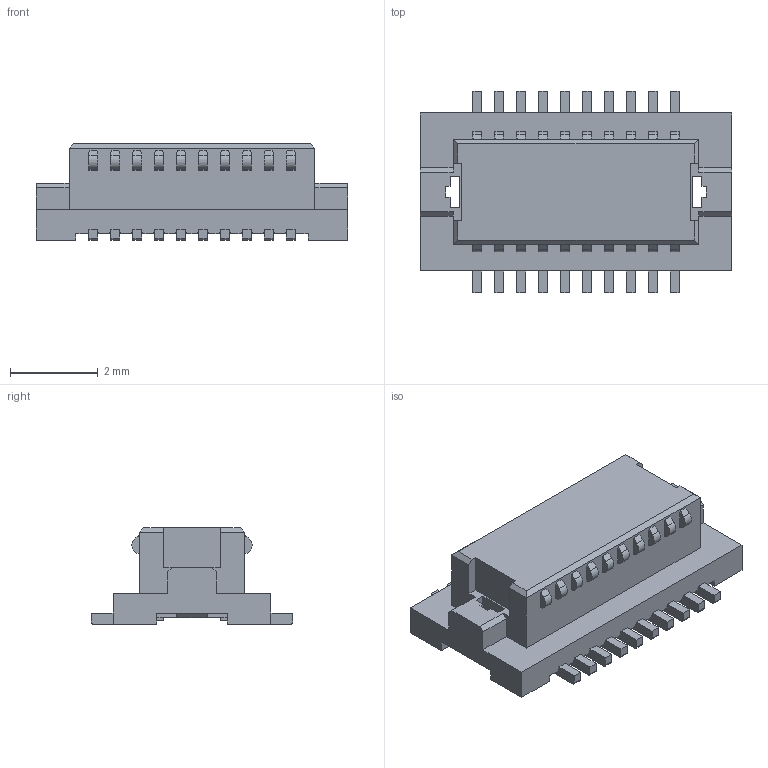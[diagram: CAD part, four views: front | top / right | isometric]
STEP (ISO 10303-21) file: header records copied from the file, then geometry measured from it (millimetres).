
FILE_DESCRIPTION(('Creo Elements/Direct Modeling STEP Export'),'2;1');
FILE_NAME('DF12NC(3.0)-20DS.stp','2020-09-24T18:53:42',(''),(''),'Creo Elements/Direct Modeling STEP processor for AP214 (Solid Model)','Creo Elements/Direct Modeling 19.0F 14-Feb-2017 (C) Parametric Technology GmbH','');
FILE_SCHEMA(('AUTOMOTIVE_DESIGN { 1 0 10303 214 1 1 1 1 }'));
Length unit declared in the file: millimetre
Products named in the file (2): DF12NC_3_0_-20DS.prt; DF12NC_3_0_-20DS.stp
Assembly tree (1 placements, depth 2):
  DF12NC_3_0_-20DS.stp
    DF12NC_3_0_-20DS.prt
Bounding box: 7.1 x 4.6 x 2.2 mm (x, y, z)
Volume: 35.5 mm3; surface area: 114.9 mm2
Topology: 1 solids, 1 shells, 578 faces, 1654 edges, 1096 vertices
Faces by surface type: plane 498, cylinder 80
Entity records: 18651 total; most frequent: CARTESIAN_POINT 3330, ORIENTED_EDGE 3308, DIRECTION 2974, EDGE_CURVE 1654, VECTOR 1494, LINE 1494, VERTEX_POINT 1096, AXIS2_PLACEMENT_3D 740
